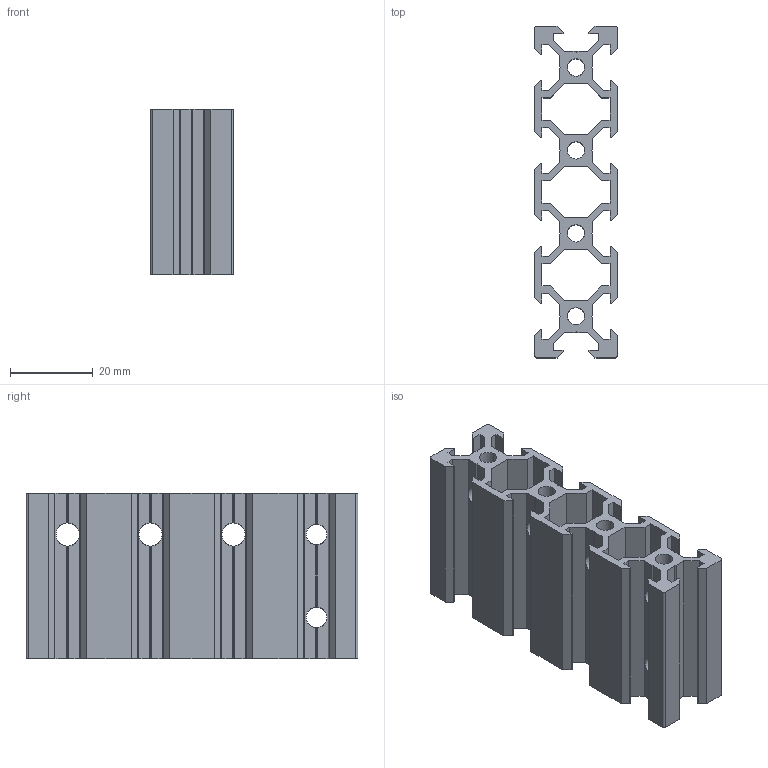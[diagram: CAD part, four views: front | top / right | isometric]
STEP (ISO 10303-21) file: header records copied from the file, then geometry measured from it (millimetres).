
FILE_DESCRIPTION(/* description */ (''),/* implementation_level */ '2;1');
FILE_NAME(/* name */ 'V-Slot 20x80 short v3.step',/* time_stamp */ '2018-02-10T14:51:09-05:00',/* author */ ('oliver.lewis.art'),/* organization */ (''),/* preprocessor_version */ 'ST-DEVELOPER v16.13',/* originating_system */ 'Autodesk Translation Framework v6.5.0.72',/* authorisation */ '');
FILE_SCHEMA (('AUTOMOTIVE_DESIGN { 1 0 10303 214 3 1 1 }'));
Length unit declared in the file: millimetre
Products named in the file (1): V-Slot 20x80 short
Bounding box: 20 x 80 x 40 mm (x, y, z)
Volume: 21748 mm3; surface area: 23897.2 mm2
Topology: 1 solids, 1 shells, 230 faces, 732 edges, 494 vertices
Faces by surface type: plane 212, cylinder 18
Full cylindrical faces by diameter (mm): 4.2 x9, 5 x2, 5.588 x3
Entity records: 8515 total; most frequent: CARTESIAN_POINT 1877, ORIENTED_EDGE 1464, DIRECTION 1268, EDGE_CURVE 732, LINE 618, VECTOR 618, VERTEX_POINT 494, AXIS2_PLACEMENT_3D 325
